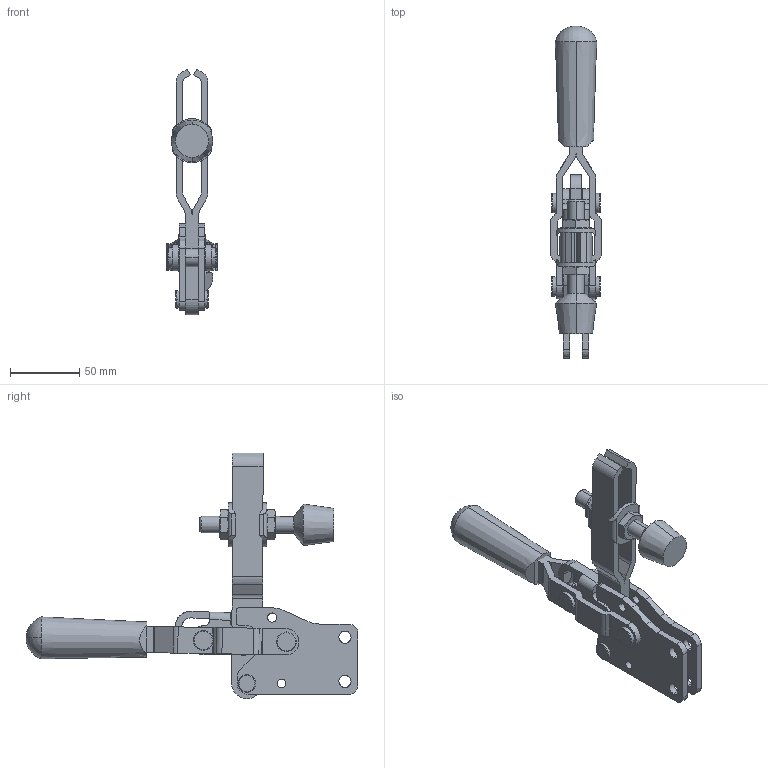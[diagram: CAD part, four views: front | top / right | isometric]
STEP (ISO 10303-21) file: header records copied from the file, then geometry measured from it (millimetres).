
FILE_DESCRIPTION(('CATIA V5 STEP Exchange'),'2;1');
FILE_NAME('TD2-47UB_ALLCATPART.stp','2012-09-04T07:29:52+00:00',('none'),('none'),'CATIA Version 5 Release 19 SP 3 (IN-10)','CATIA V5 STEP AP203','none');
FILE_SCHEMA(('CONFIG_CONTROL_DESIGN'));
Length unit declared in the file: millimetre
Products named in the file (1): TD2-47UB_AllCATPart
Bounding box: 36.8 x 240.42 x 177.83 mm (x, y, z)
Volume: 212027.8 mm3; surface area: 82280.6 mm2
Topology: 8 solids, 8 shells, 368 faces, 1055 edges, 720 vertices
Faces by surface type: cylinder 161, plane 141, cone 40, torus 16, bspline 8, sphere 2
Entity records: 14198 total; most frequent: CARTESIAN_POINT 5081, ORIENTED_EDGE 2110, DIRECTION 1458, EDGE_CURVE 1055, VERTEX_POINT 720, AXIS2_PLACEMENT_3D 641, VECTOR 458, LINE 458
